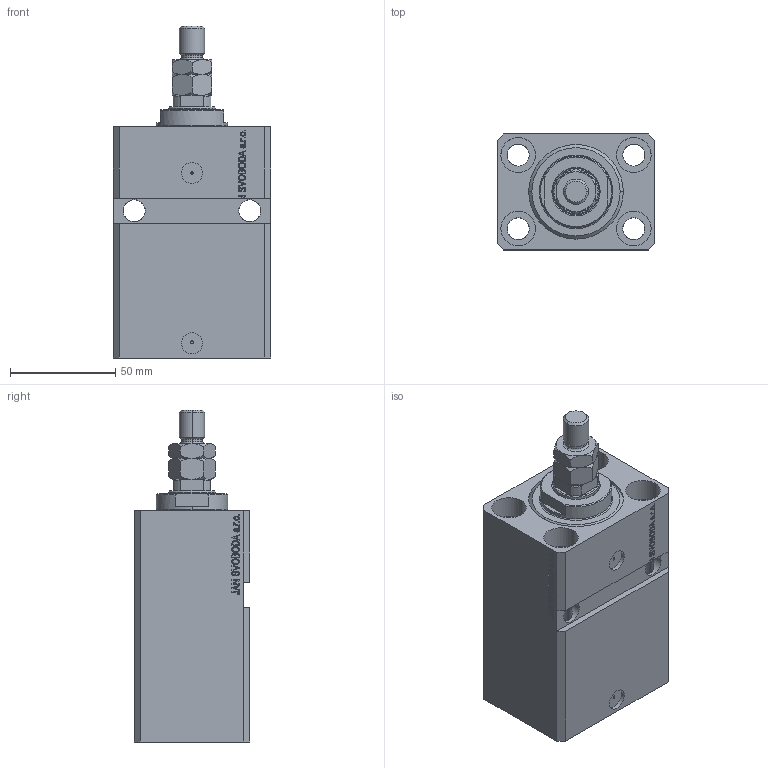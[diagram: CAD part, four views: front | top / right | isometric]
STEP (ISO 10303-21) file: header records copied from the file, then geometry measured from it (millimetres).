
FILE_DESCRIPTION (( 'STEP AP203' ), '1' );
FILE_NAME ('e6e5.STEP', '2022-04-09T12:59:35', ( '' ), ( '' ), 'SwSTEP 2.0', 'SolidWorks 2019', '' );
FILE_SCHEMA (( 'CONFIG_CONTROL_DESIGN' ));
Length unit declared in the file: millimetre
Products named in the file (5): e6e5; V250CE_E_Body 1cfeb44cbf01abc9facd0e25e588c134; V250CE_VC_E 1cfeb44cbf01abc9facd0e25e588c134; MTA 1cfeb44cbf01abc9facd0e25e588c134; V250CE_C_VCP 1cfeb44cbf01abc9facd0e25e588c134
Assembly tree (4 placements, depth 2):
  e6e5
    V250CE_E_Body 1cfeb44cbf01abc9facd0e25e588c134
    V250CE_C_VCP 1cfeb44cbf01abc9facd0e25e588c134
    V250CE_VC_E 1cfeb44cbf01abc9facd0e25e588c134
    MTA 1cfeb44cbf01abc9facd0e25e588c134
Bounding box: 75 x 55 x 157.9 mm (x, y, z)
Volume: 382503.7 mm3; surface area: 88791.7 mm2
Topology: 4 solids, 4 shells, 943 faces, 2406 edges, 1569 vertices
Faces by surface type: plane 453, bspline 354, cylinder 88, cone 40, torus 8
Entity records: 45685 total; most frequent: CARTESIAN_POINT 24771, ORIENTED_EDGE 4808, DIRECTION 2996, EDGE_CURVE 2404, VERTEX_POINT 1569, VECTOR 1416, LINE 1416, EDGE_LOOP 1071
